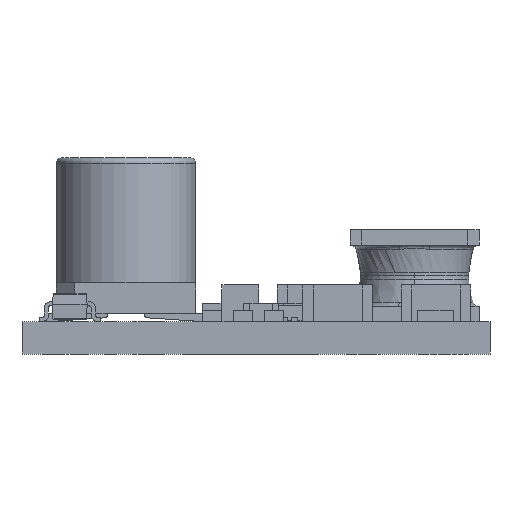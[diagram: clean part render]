
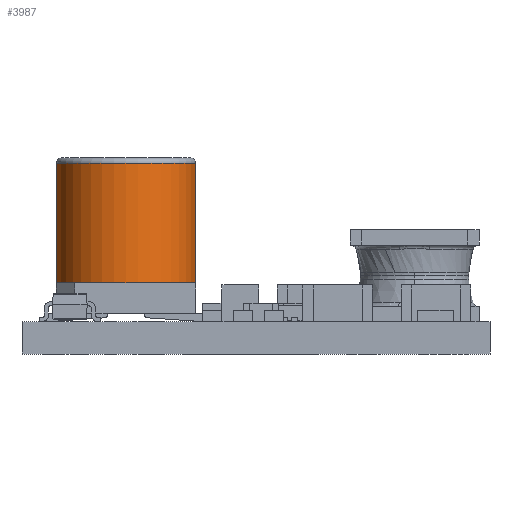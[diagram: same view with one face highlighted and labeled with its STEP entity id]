
A CAD part, front view. The second image highlights one B-rep face of the part: STEP entity #3987.
In plain terms, the highlighted cylindrical face has radius 3.4 mm (diameter 6.8 mm), a partial arc.
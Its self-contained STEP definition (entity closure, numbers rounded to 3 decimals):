
#3987 = ADVANCED_FACE ( 'NONE', ( #45115 ), #32335, .T. ) ;
#5059 = DIRECTION ( 'NONE',  ( 0., 0., -1. ) ) ;
#5587 = CARTESIAN_POINT ( 'NONE',  ( 5.08, 11.557, 9.325 ) ) ;
#6999 = AXIS2_PLACEMENT_3D ( 'NONE', #21064, #37935, #21337 ) ;
#7612 = EDGE_CURVE ( 'NONE', #31293, #29443, #7672, .T. ) ;
#7672 = CIRCLE ( 'NONE', #14546, 3.4 ) ;
#8231 = DIRECTION ( 'NONE',  ( 0., 0., 1. ) ) ;
#8401 = DIRECTION ( 'NONE',  ( -1., 0., 0. ) ) ;
#11723 = LINE ( 'NONE', #44412, #13093 ) ;
#13093 = VECTOR ( 'NONE', #8231, 1000. ) ;
#13233 = VERTEX_POINT ( 'NONE', #20861 ) ;
#13399 = ORIENTED_EDGE ( 'NONE', *, *, #30299, .F. ) ;
#14253 = CARTESIAN_POINT ( 'NONE',  ( 1.68, 11.557, 9.325 ) ) ;
#14546 = AXIS2_PLACEMENT_3D ( 'NONE', #5587, #5059, #21429 ) ;
#17562 = DIRECTION ( 'NONE',  ( 0., 0., -1. ) ) ;
#19223 = CARTESIAN_POINT ( 'NONE',  ( 5.08, 8.157, 3.475 ) ) ;
#19237 = AXIS2_PLACEMENT_3D ( 'NONE', #48617, #31819, #8401 ) ;
#19266 = ORIENTED_EDGE ( 'NONE', *, *, #38951, .F. ) ;
#20281 = CARTESIAN_POINT ( 'NONE',  ( 8.48, 11.557, 3.475 ) ) ;
#20861 = CARTESIAN_POINT ( 'NONE',  ( 1.68, 11.557, 3.475 ) ) ;
#21064 = CARTESIAN_POINT ( 'NONE',  ( 5.08, 11.557, 3.475 ) ) ;
#21337 = DIRECTION ( 'NONE',  ( -1., 0., 0. ) ) ;
#21429 = DIRECTION ( 'NONE',  ( -1., 0., 0. ) ) ;
#24893 = EDGE_CURVE ( 'NONE', #47237, #44912, #25865, .T. ) ;
#25865 = CIRCLE ( 'NONE', #6999, 3.4 ) ;
#26517 = AXIS2_PLACEMENT_3D ( 'NONE', #49720, #17562, #31258 ) ;
#26668 = DIRECTION ( 'NONE',  ( 0., 0., 1. ) ) ;
#27142 = ORIENTED_EDGE ( 'NONE', *, *, #42858, .T. ) ;
#29443 = VERTEX_POINT ( 'NONE', #14253 ) ;
#30299 = EDGE_CURVE ( 'NONE', #44912, #13233, #49601, .T. ) ;
#31258 = DIRECTION ( 'NONE',  ( -1., 0., 0. ) ) ;
#31293 = VERTEX_POINT ( 'NONE', #46211 ) ;
#31819 = DIRECTION ( 'NONE',  ( 0., 0., 1. ) ) ;
#32335 = CYLINDRICAL_SURFACE ( 'NONE', #19237, 3.4 ) ;
#34715 = CARTESIAN_POINT ( 'NONE',  ( 8.48, 11.557, -6.142 ) ) ;
#37935 = DIRECTION ( 'NONE',  ( 0., 0., -1. ) ) ;
#38951 = EDGE_CURVE ( 'NONE', #13233, #29443, #11723, .T. ) ;
#39223 = LINE ( 'NONE', #34715, #40359 ) ;
#40359 = VECTOR ( 'NONE', #26668, 1000. ) ;
#41455 = ORIENTED_EDGE ( 'NONE', *, *, #24893, .F. ) ;
#42858 = EDGE_CURVE ( 'NONE', #47237, #31293, #39223, .T. ) ;
#44412 = CARTESIAN_POINT ( 'NONE',  ( 1.68, 11.557, -6.142 ) ) ;
#44703 = ORIENTED_EDGE ( 'NONE', *, *, #7612, .T. ) ;
#44912 = VERTEX_POINT ( 'NONE', #19223 ) ;
#45115 = FACE_OUTER_BOUND ( 'NONE', #51577, .T. ) ;
#46211 = CARTESIAN_POINT ( 'NONE',  ( 8.48, 11.557, 9.325 ) ) ;
#47237 = VERTEX_POINT ( 'NONE', #20281 ) ;
#48617 = CARTESIAN_POINT ( 'NONE',  ( 5.08, 11.557, -6.142 ) ) ;
#49601 = CIRCLE ( 'NONE', #26517, 3.4 ) ;
#49720 = CARTESIAN_POINT ( 'NONE',  ( 5.08, 11.557, 3.475 ) ) ;
#51577 = EDGE_LOOP ( 'NONE', ( #41455, #27142, #44703, #19266, #13399 ) ) ;
